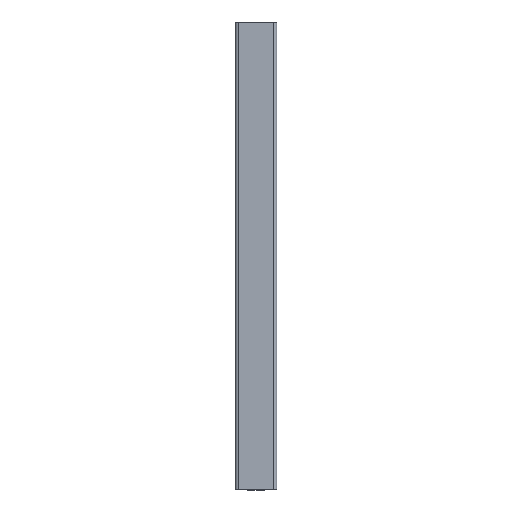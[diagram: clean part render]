
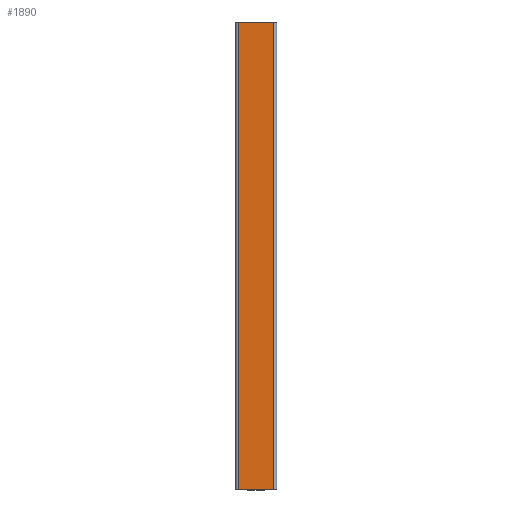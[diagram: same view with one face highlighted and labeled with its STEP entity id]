
A CAD part, top view. The second image highlights one B-rep face of the part: STEP entity #1890.
In plain terms, the highlighted planar face has unit normal (0, 0, 1).
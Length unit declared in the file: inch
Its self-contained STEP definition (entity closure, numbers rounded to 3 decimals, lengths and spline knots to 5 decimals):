
#14 = CARTESIAN_POINT ( 'NONE',  ( -0.07, 11.25, 0. ) ) ;
#22 = CARTESIAN_POINT ( 'NONE',  ( -0.93, 11.25, 0. ) ) ;
#59 = EDGE_CURVE ( 'NONE', #128, #1292, #402, .T. ) ;
#83 = CARTESIAN_POINT ( 'NONE',  ( -0.07, 0., 0. ) ) ;
#128 = VERTEX_POINT ( 'NONE', #14 ) ;
#238 = ORIENTED_EDGE ( 'NONE', *, *, #1343, .T. ) ;
#342 = CARTESIAN_POINT ( 'NONE',  ( -0.93, 11.25, 0. ) ) ;
#402 = LINE ( 'NONE', #1248, #974 ) ;
#437 = LINE ( 'NONE', #1284, #471 ) ;
#471 = VECTOR ( 'NONE', #2126, 39.37008 ) ;
#546 = ORIENTED_EDGE ( 'NONE', *, *, #59, .F. ) ;
#721 = CARTESIAN_POINT ( 'NONE',  ( -0.93, 0., 0. ) ) ;
#844 = DIRECTION ( 'NONE',  ( 0., -1., 0. ) ) ;
#974 = VECTOR ( 'NONE', #2092, 39.37008 ) ;
#1048 = ORIENTED_EDGE ( 'NONE', *, *, #1673, .T. ) ;
#1171 = DIRECTION ( 'NONE',  ( 0., 0., -1. ) ) ;
#1174 = CARTESIAN_POINT ( 'NONE',  ( -0.93, 11.25, 0. ) ) ;
#1248 = CARTESIAN_POINT ( 'NONE',  ( -0.07, 11.25, 0. ) ) ;
#1284 = CARTESIAN_POINT ( 'NONE',  ( -0.93, 11.25, 0. ) ) ;
#1292 = VERTEX_POINT ( 'NONE', #83 ) ;
#1343 = EDGE_CURVE ( 'NONE', #2194, #1292, #2616, .T. ) ;
#1389 = VERTEX_POINT ( 'NONE', #1174 ) ;
#1405 = FACE_OUTER_BOUND ( 'NONE', #1689, .T. ) ;
#1580 = VECTOR ( 'NONE', #1621, 39.37008 ) ;
#1601 = EDGE_CURVE ( 'NONE', #1389, #128, #437, .T. ) ;
#1621 = DIRECTION ( 'NONE',  ( 1., 0., 0. ) ) ;
#1673 = EDGE_CURVE ( 'NONE', #1389, #2194, #1927, .T. ) ;
#1689 = EDGE_LOOP ( 'NONE', ( #238, #546, #1848, #1048 ) ) ;
#1813 = VECTOR ( 'NONE', #844, 39.37008 ) ;
#1848 = ORIENTED_EDGE ( 'NONE', *, *, #1601, .F. ) ;
#1890 = ADVANCED_FACE ( 'NONE', ( #1405 ), #2234, .F. ) ;
#1927 = LINE ( 'NONE', #22, #1813 ) ;
#2031 = DIRECTION ( 'NONE',  ( -1., 0., 0. ) ) ;
#2092 = DIRECTION ( 'NONE',  ( 0., -1., 0. ) ) ;
#2126 = DIRECTION ( 'NONE',  ( 1., 0., 0. ) ) ;
#2190 = CARTESIAN_POINT ( 'NONE',  ( -0.93, 0., 0. ) ) ;
#2194 = VERTEX_POINT ( 'NONE', #2190 ) ;
#2234 = PLANE ( 'NONE',  #2416 ) ;
#2416 = AXIS2_PLACEMENT_3D ( 'NONE', #342, #1171, #2031 ) ;
#2616 = LINE ( 'NONE', #721, #1580 ) ;
